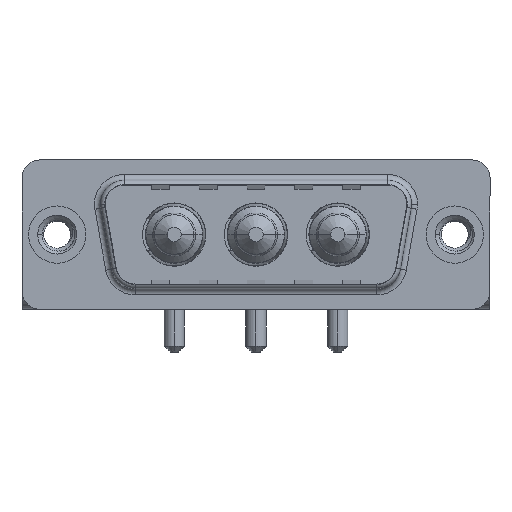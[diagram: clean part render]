
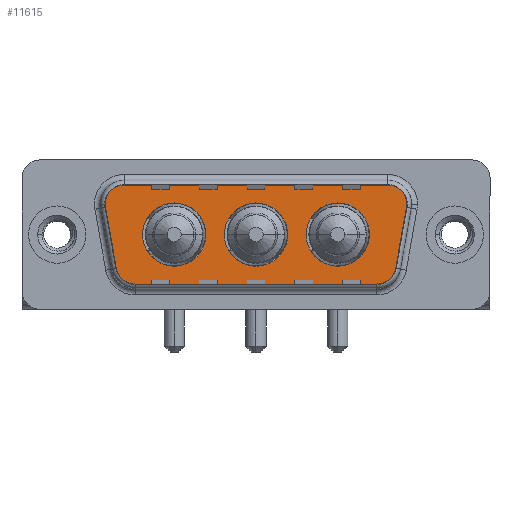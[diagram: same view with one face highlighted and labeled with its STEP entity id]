
A CAD part, top view. The second image highlights one B-rep face of the part: STEP entity #11615.
In plain terms, the highlighted planar face has unit normal (0, 0, 1).
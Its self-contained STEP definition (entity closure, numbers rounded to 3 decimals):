
#20 = VERTEX_POINT ( 'NONE', #4925 ) ;
#315 = CIRCLE ( 'NONE', #9894, 2.65 ) ;
#331 = CARTESIAN_POINT ( 'NONE',  ( 5.411, 4.9, 0. ) ) ;
#455 = CIRCLE ( 'NONE', #6477, 2. ) ;
#494 = VERTEX_POINT ( 'NONE', #9255 ) ;
#782 = DIRECTION ( 'NONE',  ( 0., 0., 1. ) ) ;
#1069 = FACE_OUTER_BOUND ( 'NONE', #8048, .T. ) ;
#1322 = AXIS2_PLACEMENT_3D ( 'NONE', #6451, #8537, #2402 ) ;
#1349 = EDGE_CURVE ( 'NONE', #5121, #3327, #11240, .T. ) ;
#1477 = DIRECTION ( 'NONE',  ( 0., 0., 1. ) ) ;
#1641 = AXIS2_PLACEMENT_3D ( 'NONE', #3193, #11864, #13062 ) ;
#1661 = EDGE_CURVE ( 'NONE', #6824, #5772, #2329, .T. ) ;
#1683 = ORIENTED_EDGE ( 'NONE', *, *, #6021, .F. ) ;
#1735 = DIRECTION ( 'NONE',  ( -1., 0., 0. ) ) ;
#1752 = CARTESIAN_POINT ( 'NONE',  ( 26.866, -2.9, 0. ) ) ;
#1785 = EDGE_CURVE ( 'NONE', #10298, #8979, #3767, .T. ) ;
#1807 = DIRECTION ( 'NONE',  ( 0., 0., 1. ) ) ;
#1899 = CIRCLE ( 'NONE', #10597, 2.65 ) ;
#2060 = CIRCLE ( 'NONE', #12327, 2. ) ;
#2287 = CARTESIAN_POINT ( 'NONE',  ( 14., 0., 0. ) ) ;
#2329 = CIRCLE ( 'NONE', #7464, 2.65 ) ;
#2384 = DIRECTION ( 'NONE',  ( 1., 0., 0. ) ) ;
#2402 = DIRECTION ( 'NONE',  ( 1., 0., 0. ) ) ;
#2848 = ORIENTED_EDGE ( 'NONE', *, *, #1661, .F. ) ;
#2882 = AXIS2_PLACEMENT_3D ( 'NONE', #1752, #782, #9228 ) ;
#3193 = CARTESIAN_POINT ( 'NONE',  ( 16.65, 0., 0. ) ) ;
#3210 = CARTESIAN_POINT ( 'NONE',  ( 7.15, 0., 0. ) ) ;
#3319 = EDGE_CURVE ( 'NONE', #4658, #20, #4811, .T. ) ;
#3327 = VERTEX_POINT ( 'NONE', #6591 ) ;
#3364 = DIRECTION ( 'NONE',  ( 1., 0., 0. ) ) ;
#3434 = DIRECTION ( 'NONE',  ( 1., 0., 0. ) ) ;
#3442 = FACE_BOUND ( 'NONE', #3522, .T. ) ;
#3464 = ORIENTED_EDGE ( 'NONE', *, *, #1785, .T. ) ;
#3494 = EDGE_CURVE ( 'NONE', #3742, #494, #3635, .T. ) ;
#3522 = EDGE_LOOP ( 'NONE', ( #2848, #8265 ) ) ;
#3635 = LINE ( 'NONE', #11115, #10409 ) ;
#3640 = CARTESIAN_POINT ( 'NONE',  ( 26.15, 0., 0. ) ) ;
#3742 = VERTEX_POINT ( 'NONE', #7009 ) ;
#3767 = LINE ( 'NONE', #6988, #11942 ) ;
#3816 = CARTESIAN_POINT ( 'NONE',  ( 6.434, -4.9, 0. ) ) ;
#3912 = EDGE_CURVE ( 'NONE', #5772, #6824, #10538, .T. ) ;
#4029 = ORIENTED_EDGE ( 'NONE', *, *, #4420, .T. ) ;
#4176 = LINE ( 'NONE', #12850, #9561 ) ;
#4373 = AXIS2_PLACEMENT_3D ( 'NONE', #9988, #13028, #3364 ) ;
#4420 = EDGE_CURVE ( 'NONE', #13748, #5116, #2060, .T. ) ;
#4645 = VERTEX_POINT ( 'NONE', #9490 ) ;
#4658 = VERTEX_POINT ( 'NONE', #3210 ) ;
#4748 = DIRECTION ( 'NONE',  ( 0.174, 0.985, 0. ) ) ;
#4772 = CARTESIAN_POINT ( 'NONE',  ( 3.441, 2.553, 0. ) ) ;
#4811 = CIRCLE ( 'NONE', #4373, 2.65 ) ;
#4817 = CARTESIAN_POINT ( 'NONE',  ( 6.434, -2.9, 0. ) ) ;
#4910 = DIRECTION ( 'NONE',  ( 1., 0., 0. ) ) ;
#4925 = CARTESIAN_POINT ( 'NONE',  ( 12.45, 0., 0. ) ) ;
#4972 = ORIENTED_EDGE ( 'NONE', *, *, #11964, .T. ) ;
#5006 = ORIENTED_EDGE ( 'NONE', *, *, #8480, .T. ) ;
#5116 = VERTEX_POINT ( 'NONE', #7807 ) ;
#5121 = VERTEX_POINT ( 'NONE', #2287 ) ;
#5570 = ORIENTED_EDGE ( 'NONE', *, *, #9627, .T. ) ;
#5700 = CIRCLE ( 'NONE', #13524, 2. ) ;
#5754 = EDGE_CURVE ( 'NONE', #5116, #4645, #7104, .T. ) ;
#5772 = VERTEX_POINT ( 'NONE', #13624 ) ;
#5980 = DIRECTION ( 'NONE',  ( 1., 0., 0. ) ) ;
#5982 = ORIENTED_EDGE ( 'NONE', *, *, #1349, .F. ) ;
#6004 = AXIS2_PLACEMENT_3D ( 'NONE', #13427, #1807, #8096 ) ;
#6021 = EDGE_CURVE ( 'NONE', #20, #4658, #1899, .T. ) ;
#6251 = EDGE_CURVE ( 'NONE', #8979, #9091, #5700, .T. ) ;
#6255 = CARTESIAN_POINT ( 'NONE',  ( 29.889, 2.9, 0. ) ) ;
#6338 = ORIENTED_EDGE ( 'NONE', *, *, #5754, .T. ) ;
#6451 = CARTESIAN_POINT ( 'NONE',  ( 26.866, -2.9, 0. ) ) ;
#6477 = AXIS2_PLACEMENT_3D ( 'NONE', #12580, #8166, #1735 ) ;
#6523 = PLANE ( 'NONE',  #1322 ) ;
#6591 = CARTESIAN_POINT ( 'NONE',  ( 19.3, 0., 0. ) ) ;
#6709 = EDGE_LOOP ( 'NONE', ( #1683, #10949 ) ) ;
#6807 = CARTESIAN_POINT ( 'NONE',  ( 23.5, 0., 0. ) ) ;
#6824 = VERTEX_POINT ( 'NONE', #3640 ) ;
#6988 = CARTESIAN_POINT ( 'NONE',  ( 5.411, 4.9, 0. ) ) ;
#7009 = CARTESIAN_POINT ( 'NONE',  ( 28.836, -3.247, 0. ) ) ;
#7104 = LINE ( 'NONE', #3816, #7213 ) ;
#7126 = EDGE_CURVE ( 'NONE', #3327, #5121, #315, .T. ) ;
#7213 = VECTOR ( 'NONE', #8085, 1000. ) ;
#7322 = DIRECTION ( 'NONE',  ( 0., 0., 1. ) ) ;
#7344 = ORIENTED_EDGE ( 'NONE', *, *, #8315, .T. ) ;
#7464 = AXIS2_PLACEMENT_3D ( 'NONE', #9923, #8744, #3434 ) ;
#7500 = FACE_BOUND ( 'NONE', #10376, .T. ) ;
#7564 = CIRCLE ( 'NONE', #6004, 2. ) ;
#7807 = CARTESIAN_POINT ( 'NONE',  ( 6.434, -4.9, 0. ) ) ;
#7915 = ORIENTED_EDGE ( 'NONE', *, *, #7126, .F. ) ;
#8048 = EDGE_LOOP ( 'NONE', ( #4972, #9195, #7344, #5570, #3464, #9941, #5006, #4029, #6338 ) ) ;
#8085 = DIRECTION ( 'NONE',  ( 1., 0., 0. ) ) ;
#8096 = DIRECTION ( 'NONE',  ( -1., 0., 0. ) ) ;
#8166 = DIRECTION ( 'NONE',  ( 0., 0., 1. ) ) ;
#8265 = ORIENTED_EDGE ( 'NONE', *, *, #3912, .F. ) ;
#8270 = CARTESIAN_POINT ( 'NONE',  ( 5.411, 2.9, 0. ) ) ;
#8315 = EDGE_CURVE ( 'NONE', #494, #12966, #7564, .T. ) ;
#8431 = DIRECTION ( 'NONE',  ( 0.174, -0.985, 0. ) ) ;
#8480 = EDGE_CURVE ( 'NONE', #9091, #13748, #4176, .T. ) ;
#8537 = DIRECTION ( 'NONE',  ( 0., 0., 1. ) ) ;
#8556 = DIRECTION ( 'NONE',  ( 1., 0., 0. ) ) ;
#8744 = DIRECTION ( 'NONE',  ( 0., 0., 1. ) ) ;
#8802 = DIRECTION ( 'NONE',  ( 0., 0., 1. ) ) ;
#8979 = VERTEX_POINT ( 'NONE', #331 ) ;
#9091 = VERTEX_POINT ( 'NONE', #4772 ) ;
#9195 = ORIENTED_EDGE ( 'NONE', *, *, #3494, .T. ) ;
#9228 = DIRECTION ( 'NONE',  ( 1., 0., 0. ) ) ;
#9255 = CARTESIAN_POINT ( 'NONE',  ( 29.859, 2.553, 0. ) ) ;
#9354 = CARTESIAN_POINT ( 'NONE',  ( 4.464, -3.247, 0. ) ) ;
#9490 = CARTESIAN_POINT ( 'NONE',  ( 26.866, -4.9, 0. ) ) ;
#9561 = VECTOR ( 'NONE', #8431, 1000. ) ;
#9627 = EDGE_CURVE ( 'NONE', #12966, #10298, #455, .T. ) ;
#9873 = AXIS2_PLACEMENT_3D ( 'NONE', #6807, #10501, #5980 ) ;
#9894 = AXIS2_PLACEMENT_3D ( 'NONE', #10828, #8802, #2384 ) ;
#9923 = CARTESIAN_POINT ( 'NONE',  ( 23.5, 0., 0. ) ) ;
#9941 = ORIENTED_EDGE ( 'NONE', *, *, #6251, .T. ) ;
#9987 = DIRECTION ( 'NONE',  ( -1., 0., 0. ) ) ;
#9988 = CARTESIAN_POINT ( 'NONE',  ( 9.8, 0., 0. ) ) ;
#10298 = VERTEX_POINT ( 'NONE', #11681 ) ;
#10376 = EDGE_LOOP ( 'NONE', ( #7915, #5982 ) ) ;
#10409 = VECTOR ( 'NONE', #4748, 1000. ) ;
#10501 = DIRECTION ( 'NONE',  ( 0., 0., 1. ) ) ;
#10538 = CIRCLE ( 'NONE', #9873, 2.65 ) ;
#10597 = AXIS2_PLACEMENT_3D ( 'NONE', #13825, #7322, #8556 ) ;
#10828 = CARTESIAN_POINT ( 'NONE',  ( 16.65, 0., 0. ) ) ;
#10931 = CIRCLE ( 'NONE', #2882, 2. ) ;
#10949 = ORIENTED_EDGE ( 'NONE', *, *, #3319, .F. ) ;
#11115 = CARTESIAN_POINT ( 'NONE',  ( 29.859, 2.553, 0. ) ) ;
#11240 = CIRCLE ( 'NONE', #1641, 2.65 ) ;
#11250 = DIRECTION ( 'NONE',  ( -1., 0., 0. ) ) ;
#11615 = ADVANCED_FACE ( 'NONE', ( #7500, #3442, #11981, #1069 ), #6523, .T. ) ;
#11681 = CARTESIAN_POINT ( 'NONE',  ( 27.889, 4.9, 0. ) ) ;
#11864 = DIRECTION ( 'NONE',  ( 0., 0., 1. ) ) ;
#11942 = VECTOR ( 'NONE', #11250, 1000. ) ;
#11964 = EDGE_CURVE ( 'NONE', #4645, #3742, #10931, .T. ) ;
#11981 = FACE_BOUND ( 'NONE', #6709, .T. ) ;
#12327 = AXIS2_PLACEMENT_3D ( 'NONE', #4817, #1477, #9987 ) ;
#12580 = CARTESIAN_POINT ( 'NONE',  ( 27.889, 2.9, 0. ) ) ;
#12850 = CARTESIAN_POINT ( 'NONE',  ( 3.441, 2.553, 0. ) ) ;
#12966 = VERTEX_POINT ( 'NONE', #6255 ) ;
#13028 = DIRECTION ( 'NONE',  ( 0., 0., 1. ) ) ;
#13062 = DIRECTION ( 'NONE',  ( 1., 0., 0. ) ) ;
#13427 = CARTESIAN_POINT ( 'NONE',  ( 27.889, 2.9, 0. ) ) ;
#13461 = DIRECTION ( 'NONE',  ( 0., 0., 1. ) ) ;
#13524 = AXIS2_PLACEMENT_3D ( 'NONE', #8270, #13461, #4910 ) ;
#13624 = CARTESIAN_POINT ( 'NONE',  ( 20.85, 0., 0. ) ) ;
#13748 = VERTEX_POINT ( 'NONE', #9354 ) ;
#13825 = CARTESIAN_POINT ( 'NONE',  ( 9.8, 0., 0. ) ) ;
